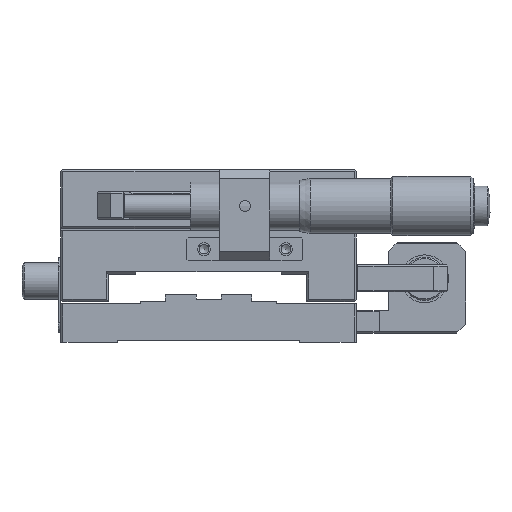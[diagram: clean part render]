
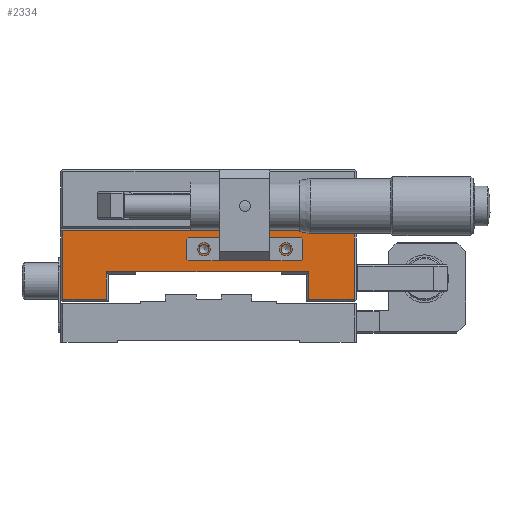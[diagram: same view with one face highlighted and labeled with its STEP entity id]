
A CAD part, front view. The second image highlights one B-rep face of the part: STEP entity #2334.
In plain terms, the highlighted planar face has unit normal (0, -1, 0).
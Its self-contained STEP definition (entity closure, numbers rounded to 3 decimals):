
#194 = ORIENTED_EDGE ( 'NONE', *, *, #10614, .T. ) ;
#221 = VERTEX_POINT ( 'NONE', #9586 ) ;
#240 = VERTEX_POINT ( 'NONE', #14183 ) ;
#634 = VECTOR ( 'NONE', #3097, 1000. ) ;
#708 = VECTOR ( 'NONE', #3729, 1000. ) ;
#855 = EDGE_CURVE ( 'NONE', #1363, #9367, #7980, .T. ) ;
#1199 = LINE ( 'NONE', #14216, #10356 ) ;
#1363 = VERTEX_POINT ( 'NONE', #14335 ) ;
#1366 = DIRECTION ( 'NONE',  ( 0., 0., -1. ) ) ;
#1368 = AXIS2_PLACEMENT_3D ( 'NONE', #9885, #12215, #1742 ) ;
#1381 = AXIS2_PLACEMENT_3D ( 'NONE', #8595, #13337, #2726 ) ;
#1516 = CARTESIAN_POINT ( 'NONE',  ( 32., -32.5, -13.5 ) ) ;
#1534 = CARTESIAN_POINT ( 'NONE',  ( -22.5, -32.5, -22.5 ) ) ;
#1742 = DIRECTION ( 'NONE',  ( 0., 0., 1. ) ) ;
#1789 = CARTESIAN_POINT ( 'NONE',  ( 30., -32.5, -22.5 ) ) ;
#1867 = EDGE_CURVE ( 'NONE', #9671, #240, #3765, .T. ) ;
#1999 = EDGE_CURVE ( 'NONE', #13101, #13101, #13480, .T. ) ;
#2010 = VECTOR ( 'NONE', #14579, 1000. ) ;
#2107 = CARTESIAN_POINT ( 'NONE',  ( 30., -32.5, -28.5 ) ) ;
#2334 = ADVANCED_FACE ( 'NONE', ( #7275, #9694, #14429 ), #3804, .T. ) ;
#2726 = DIRECTION ( 'NONE',  ( 0., 0., -1. ) ) ;
#3010 = VECTOR ( 'NONE', #15310, 1000. ) ;
#3061 = EDGE_LOOP ( 'NONE', ( #14457 ) ) ;
#3097 = DIRECTION ( 'NONE',  ( 1., 0., 0. ) ) ;
#3402 = CARTESIAN_POINT ( 'NONE',  ( -16., -32.5, -22.5 ) ) ;
#3425 = EDGE_LOOP ( 'NONE', ( #11038, #6076, #4059, #9579, #14895, #7451, #8967, #194, #10150, #7946 ) ) ;
#3438 = CARTESIAN_POINT ( 'NONE',  ( 30., -32.5, -28.5 ) ) ;
#3729 = DIRECTION ( 'NONE',  ( 0., 0., -1. ) ) ;
#3765 = LINE ( 'NONE', #4998, #12754 ) ;
#3804 = PLANE ( 'NONE',  #1381 ) ;
#4032 = CARTESIAN_POINT ( 'NONE',  ( -22.5, -32.5, -19. ) ) ;
#4059 = ORIENTED_EDGE ( 'NONE', *, *, #4403, .T. ) ;
#4251 = AXIS2_PLACEMENT_3D ( 'NONE', #9302, #6044, #12808 ) ;
#4403 = EDGE_CURVE ( 'NONE', #9367, #12129, #1199, .T. ) ;
#4514 = EDGE_LOOP ( 'NONE', ( #6254 ) ) ;
#4653 = CARTESIAN_POINT ( 'NONE',  ( -1., -32.5, -16.45 ) ) ;
#4998 = CARTESIAN_POINT ( 'NONE',  ( -32., -32.5, -19. ) ) ;
#5025 = EDGE_CURVE ( 'NONE', #12766, #1363, #9697, .T. ) ;
#5283 = EDGE_CURVE ( 'NONE', #6429, #9708, #9929, .T. ) ;
#6044 = DIRECTION ( 'NONE',  ( 0., 1., 0. ) ) ;
#6076 = ORIENTED_EDGE ( 'NONE', *, *, #855, .T. ) ;
#6146 = VERTEX_POINT ( 'NONE', #8146 ) ;
#6254 = ORIENTED_EDGE ( 'NONE', *, *, #13958, .T. ) ;
#6429 = VERTEX_POINT ( 'NONE', #12482 ) ;
#6469 = EDGE_CURVE ( 'NONE', #6146, #12766, #6497, .T. ) ;
#6497 = LINE ( 'NONE', #1789, #634 ) ;
#6819 = DIRECTION ( 'NONE',  ( 1., 0., 0. ) ) ;
#6885 = LINE ( 'NONE', #13880, #12291 ) ;
#7121 = CARTESIAN_POINT ( 'NONE',  ( 22., -32.5, -22.5 ) ) ;
#7142 = LINE ( 'NONE', #3438, #3010 ) ;
#7275 = FACE_OUTER_BOUND ( 'NONE', #3425, .T. ) ;
#7359 = LINE ( 'NONE', #8518, #2010 ) ;
#7451 = ORIENTED_EDGE ( 'NONE', *, *, #13645, .T. ) ;
#7946 = ORIENTED_EDGE ( 'NONE', *, *, #6469, .T. ) ;
#7980 = LINE ( 'NONE', #2107, #12551 ) ;
#8146 = CARTESIAN_POINT ( 'NONE',  ( 16., -32.5, -22.5 ) ) ;
#8383 = CARTESIAN_POINT ( 'NONE',  ( 32., -32.5, -28.5 ) ) ;
#8448 = CARTESIAN_POINT ( 'NONE',  ( 22., -32.5, -19. ) ) ;
#8518 = CARTESIAN_POINT ( 'NONE',  ( -16.5, -32.5, -22.5 ) ) ;
#8595 = CARTESIAN_POINT ( 'NONE',  ( 30., -32.5, -19. ) ) ;
#8765 = EDGE_CURVE ( 'NONE', #12129, #9671, #12985, .T. ) ;
#8967 = ORIENTED_EDGE ( 'NONE', *, *, #5283, .T. ) ;
#9302 = CARTESIAN_POINT ( 'NONE',  ( 17., -32.5, -17.5 ) ) ;
#9367 = VERTEX_POINT ( 'NONE', #8383 ) ;
#9575 = CARTESIAN_POINT ( 'NONE',  ( 30., -32.5, -13.5 ) ) ;
#9579 = ORIENTED_EDGE ( 'NONE', *, *, #8765, .T. ) ;
#9586 = CARTESIAN_POINT ( 'NONE',  ( 17., -32.5, -16.45 ) ) ;
#9671 = VERTEX_POINT ( 'NONE', #13536 ) ;
#9694 = FACE_BOUND ( 'NONE', #4514, .T. ) ;
#9697 = LINE ( 'NONE', #8448, #708 ) ;
#9708 = VERTEX_POINT ( 'NONE', #1534 ) ;
#9885 = CARTESIAN_POINT ( 'NONE',  ( -1., -32.5, -17.5 ) ) ;
#9929 = LINE ( 'NONE', #4032, #10129 ) ;
#10129 = VECTOR ( 'NONE', #13481, 1000. ) ;
#10150 = ORIENTED_EDGE ( 'NONE', *, *, #12946, .T. ) ;
#10356 = VECTOR ( 'NONE', #15311, 1000. ) ;
#10614 = EDGE_CURVE ( 'NONE', #9708, #14144, #6885, .T. ) ;
#11038 = ORIENTED_EDGE ( 'NONE', *, *, #5025, .T. ) ;
#11436 = CIRCLE ( 'NONE', #4251, 1.05 ) ;
#11871 = DIRECTION ( 'NONE',  ( 1., 0., 0. ) ) ;
#12129 = VERTEX_POINT ( 'NONE', #1516 ) ;
#12215 = DIRECTION ( 'NONE',  ( 0., 1., 0. ) ) ;
#12291 = VECTOR ( 'NONE', #11871, 1000. ) ;
#12482 = CARTESIAN_POINT ( 'NONE',  ( -22.5, -32.5, -28.5 ) ) ;
#12551 = VECTOR ( 'NONE', #6819, 1000. ) ;
#12754 = VECTOR ( 'NONE', #1366, 1000. ) ;
#12766 = VERTEX_POINT ( 'NONE', #7121 ) ;
#12808 = DIRECTION ( 'NONE',  ( 0., 0., 1. ) ) ;
#12946 = EDGE_CURVE ( 'NONE', #14144, #6146, #7359, .T. ) ;
#12985 = LINE ( 'NONE', #9575, #15153 ) ;
#13101 = VERTEX_POINT ( 'NONE', #4653 ) ;
#13337 = DIRECTION ( 'NONE',  ( 0., -1., 0. ) ) ;
#13480 = CIRCLE ( 'NONE', #1368, 1.05 ) ;
#13481 = DIRECTION ( 'NONE',  ( 0., 0., 1. ) ) ;
#13536 = CARTESIAN_POINT ( 'NONE',  ( -32., -32.5, -13.5 ) ) ;
#13645 = EDGE_CURVE ( 'NONE', #240, #6429, #7142, .T. ) ;
#13880 = CARTESIAN_POINT ( 'NONE',  ( 30., -32.5, -22.5 ) ) ;
#13958 = EDGE_CURVE ( 'NONE', #221, #221, #11436, .T. ) ;
#14144 = VERTEX_POINT ( 'NONE', #3402 ) ;
#14183 = CARTESIAN_POINT ( 'NONE',  ( -32., -32.5, -28.5 ) ) ;
#14216 = CARTESIAN_POINT ( 'NONE',  ( 32., -32.5, -19. ) ) ;
#14335 = CARTESIAN_POINT ( 'NONE',  ( 22., -32.5, -28.5 ) ) ;
#14429 = FACE_BOUND ( 'NONE', #3061, .T. ) ;
#14457 = ORIENTED_EDGE ( 'NONE', *, *, #1999, .T. ) ;
#14579 = DIRECTION ( 'NONE',  ( 1., 0., 0. ) ) ;
#14895 = ORIENTED_EDGE ( 'NONE', *, *, #1867, .T. ) ;
#15153 = VECTOR ( 'NONE', #15167, 1000. ) ;
#15167 = DIRECTION ( 'NONE',  ( -1., 0., 0. ) ) ;
#15310 = DIRECTION ( 'NONE',  ( 1., 0., 0. ) ) ;
#15311 = DIRECTION ( 'NONE',  ( 0., 0., 1. ) ) ;
